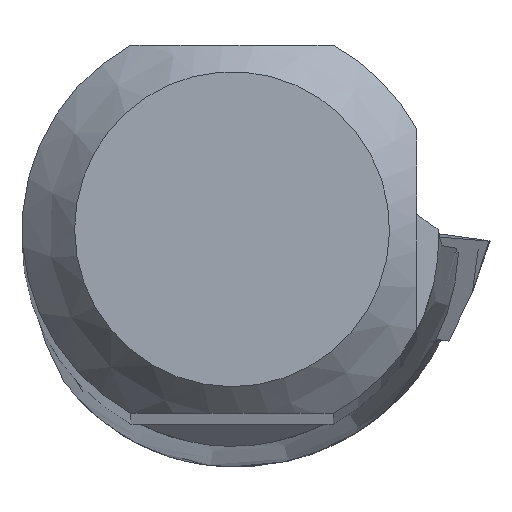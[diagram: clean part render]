
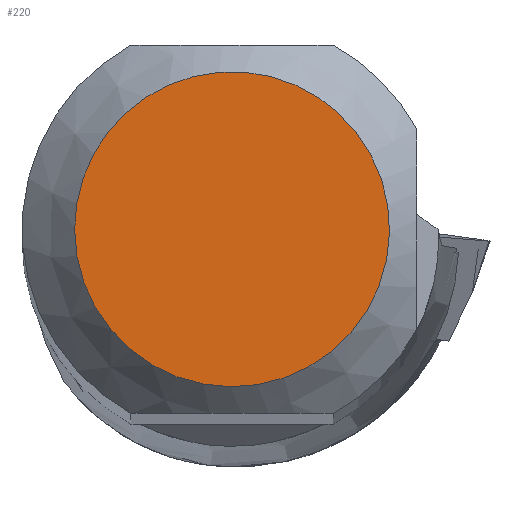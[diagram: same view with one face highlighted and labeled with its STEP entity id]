
A CAD part, top view. The second image highlights one B-rep face of the part: STEP entity #220.
In plain terms, the highlighted planar face has unit normal (0, 0, 1).
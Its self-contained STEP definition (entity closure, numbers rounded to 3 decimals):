
#173=FACE_OUTER_BOUND('',#455,.T.);
#220=ADVANCED_FACE('',(#173),#252,.T.);
#252=PLANE('',#1107);
#455=EDGE_LOOP('',(#606));
#606=ORIENTED_EDGE('',*,*,#911,.F.);
#804=VERTEX_POINT('',#1724);
#911=EDGE_CURVE('',#804,#804,#975,.T.);
#975=CIRCLE('',#1106,2.994);
#1106=AXIS2_PLACEMENT_3D('',#1723,#1304,#1305);
#1107=AXIS2_PLACEMENT_3D('',#1725,#1306,#1307);
#1304=DIRECTION('',(0.,0.,-1.));
#1305=DIRECTION('',(-1.,0.,0.));
#1306=DIRECTION('',(0.,0.,1.));
#1307=DIRECTION('',(-1.,0.,0.));
#1723=CARTESIAN_POINT('',(0.,0.,0.));
#1724=CARTESIAN_POINT('',(-2.994,0.,0.));
#1725=CARTESIAN_POINT('',(0.,0.,
0.));
